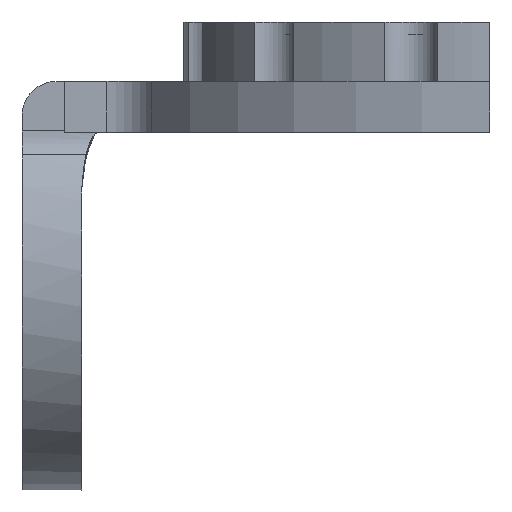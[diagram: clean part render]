
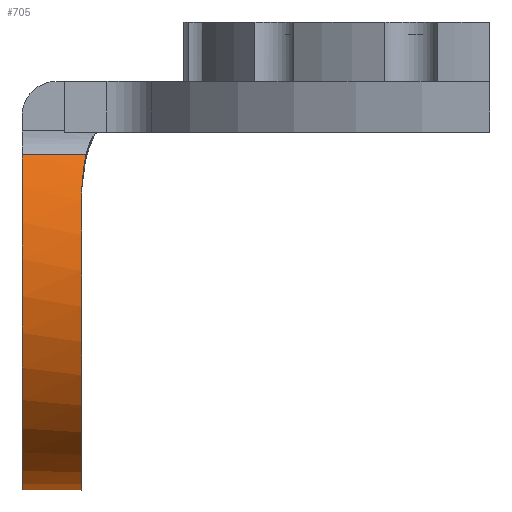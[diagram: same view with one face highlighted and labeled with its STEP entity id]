
A CAD part, front view. The second image highlights one B-rep face of the part: STEP entity #705.
In plain terms, the highlighted cylindrical face has radius 25.25 mm (diameter 50.5 mm), a partial arc.
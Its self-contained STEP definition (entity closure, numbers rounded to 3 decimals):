
#2 = VERTEX_POINT ( 'NONE', #3168 ) ;
#56 = CARTESIAN_POINT ( 'NONE',  ( -55., 20.868, -5.634 ) ) ;
#81 = DIRECTION ( 'NONE',  ( -1., 0., 0. ) ) ;
#162 = DIRECTION ( 'NONE',  ( 1., 0., 0. ) ) ;
#201 = CARTESIAN_POINT ( 'NONE',  ( -47.875, 22.402, -8.2 ) ) ;
#250 = VERTEX_POINT ( 'NONE', #1841 ) ;
#259 = CYLINDRICAL_SURFACE ( 'NONE', #4539, 25.25 ) ;
#292 = VERTEX_POINT ( 'NONE', #1581 ) ;
#407 = CARTESIAN_POINT ( 'NONE',  ( -47.959, -22.962, -9.345 ) ) ;
#461 = ORIENTED_EDGE ( 'NONE', *, *, #3232, .T. ) ;
#484 = DIRECTION ( 'NONE',  ( 0., 0., -1. ) ) ;
#550 = CARTESIAN_POINT ( 'NONE',  ( -47.775, 21.902, -7.283 ) ) ;
#619 = ORIENTED_EDGE ( 'NONE', *, *, #832, .T. ) ;
#631 = ORIENTED_EDGE ( 'NONE', *, *, #1585, .T. ) ;
#634 = CARTESIAN_POINT ( 'NONE',  ( -48., 23.641, -10.98 ) ) ;
#679 = LINE ( 'NONE', #4443, #2341 ) ;
#705 = ADVANCED_FACE ( 'NONE', ( #1156 ), #259, .T. ) ;
#746 = CARTESIAN_POINT ( 'NONE',  ( -48., -23.463, -10.505 ) ) ;
#811 = CARTESIAN_POINT ( 'NONE',  ( -47.788, -21.908, -7.249 ) ) ;
#832 = EDGE_CURVE ( 'NONE', #3233, #292, #2397, .T. ) ;
#986 = CARTESIAN_POINT ( 'NONE',  ( -47.816, 22.093, -7.624 ) ) ;
#1046 = CARTESIAN_POINT ( 'NONE',  ( -47.836, 22.189, -7.798 ) ) ;
#1156 = FACE_OUTER_BOUND ( 'NONE', #4363, .T. ) ;
#1198 = DIRECTION ( 'NONE',  ( 0., 0., -1. ) ) ;
#1253 = CARTESIAN_POINT ( 'NONE',  ( -47.882, -22.438, -8.27 ) ) ;
#1428 = CARTESIAN_POINT ( 'NONE',  ( -47.745, 21.773, -7.061 ) ) ;
#1581 = CARTESIAN_POINT ( 'NONE',  ( -47.488, -20.868, -5.634 ) ) ;
#1585 = EDGE_CURVE ( 'NONE', #2, #2020, #4924, .T. ) ;
#1601 = CARTESIAN_POINT ( 'NONE',  ( -47.886, -22.46, -8.312 ) ) ;
#1780 = CARTESIAN_POINT ( 'NONE',  ( -47.874, 22.393, -8.184 ) ) ;
#1785 = VECTOR ( 'NONE', #81, 1000. ) ;
#1800 = CARTESIAN_POINT ( 'NONE',  ( -55., 0., -19.85 ) ) ;
#1834 = CARTESIAN_POINT ( 'NONE',  ( -47.488, 20.868, -5.634 ) ) ;
#1841 = CARTESIAN_POINT ( 'NONE',  ( -55., -20.868, -5.634 ) ) ;
#1921 = DIRECTION ( 'NONE',  ( 0., 0., 1. ) ) ;
#2020 = VERTEX_POINT ( 'NONE', #4242 ) ;
#2100 = AXIS2_PLACEMENT_3D ( 'NONE', #2418, #3316, #1198 ) ;
#2341 = VECTOR ( 'NONE', #162, 1000. ) ;
#2367 = DIRECTION ( 'NONE',  ( -1., 0., 0. ) ) ;
#2397 = B_SPLINE_CURVE_WITH_KNOTS ( 'NONE', 3,
 ( #2834, #746, #2423, #407, #2496, #3343, #4945, #1601, #1253, #4552, #3300, #811, #2471, #5014 ),
 .UNSPECIFIED., .F., .F.,
 ( 4, 2, 1, 1, 1, 1, 2, 2, 4 ),
 ( 0., 0.25, 0.375, 0.438, 0.469, 0.484, 0.492, 0.5, 1. ),
 .UNSPECIFIED. ) ;
#2418 = CARTESIAN_POINT ( 'NONE',  ( -48., 0., -19.85 ) ) ;
#2423 = CARTESIAN_POINT ( 'NONE',  ( -47.99, -23.271, -10.037 ) ) ;
#2471 = CARTESIAN_POINT ( 'NONE',  ( -47.658, -21.384, -6.392 ) ) ;
#2496 = CARTESIAN_POINT ( 'NONE',  ( -47.94, -22.803, -9.002 ) ) ;
#2550 = VERTEX_POINT ( 'NONE', #56 ) ;
#2666 = CARTESIAN_POINT ( 'NONE',  ( -47.648, 21.386, -6.417 ) ) ;
#2773 = ORIENTED_EDGE ( 'NONE', *, *, #2946, .T. ) ;
#2834 = CARTESIAN_POINT ( 'NONE',  ( -48., -23.641, -10.98 ) ) ;
#2946 = EDGE_CURVE ( 'NONE', #292, #250, #2958, .T. ) ;
#2958 = LINE ( 'NONE', #4629, #1785 ) ;
#3168 = CARTESIAN_POINT ( 'NONE',  ( -47.488, 20.868, -5.634 ) ) ;
#3232 = EDGE_CURVE ( 'NONE', #2020, #3233, #3609, .T. ) ;
#3233 = VERTEX_POINT ( 'NONE', #4985 ) ;
#3300 = CARTESIAN_POINT ( 'NONE',  ( -47.878, -22.417, -8.229 ) ) ;
#3316 = DIRECTION ( 'NONE',  ( -1., 0., 0. ) ) ;
#3326 = AXIS2_PLACEMENT_3D ( 'NONE', #1800, #4243, #484 ) ;
#3343 = CARTESIAN_POINT ( 'NONE',  ( -47.91, -22.609, -8.606 ) ) ;
#3462 = CARTESIAN_POINT ( 'NONE',  ( -47.857, 22.299, -8.004 ) ) ;
#3515 = CARTESIAN_POINT ( 'NONE',  ( -47.573, 21.126, -6.013 ) ) ;
#3542 = CARTESIAN_POINT ( 'NONE',  ( -47.871, 22.378, -8.154 ) ) ;
#3609 = CIRCLE ( 'NONE', #2100, 25.25 ) ;
#3848 = CIRCLE ( 'NONE', #3326, 25.25 ) ;
#3874 = CARTESIAN_POINT ( 'NONE',  ( -47.867, 22.354, -8.109 ) ) ;
#4185 = EDGE_CURVE ( 'NONE', #2550, #250, #3848, .T. ) ;
#4242 = CARTESIAN_POINT ( 'NONE',  ( -48., 23.641, -10.98 ) ) ;
#4243 = DIRECTION ( 'NONE',  ( -1., 0., 0. ) ) ;
#4336 = CARTESIAN_POINT ( 'NONE',  ( -48., 23.285, -10.031 ) ) ;
#4363 = EDGE_LOOP ( 'NONE', ( #5296, #631, #461, #619, #2773, #5320 ) ) ;
#4443 = CARTESIAN_POINT ( 'NONE',  ( -48., 20.868, -5.634 ) ) ;
#4457 = CARTESIAN_POINT ( 'NONE',  ( -48., 0., -19.85 ) ) ;
#4539 = AXIS2_PLACEMENT_3D ( 'NONE', #4457, #2367, #1921 ) ;
#4552 = CARTESIAN_POINT ( 'NONE',  ( -47.879, -22.424, -8.242 ) ) ;
#4629 = CARTESIAN_POINT ( 'NONE',  ( -48., -20.868, -5.634 ) ) ;
#4684 = EDGE_CURVE ( 'NONE', #2550, #2, #679, .T. ) ;
#4924 = B_SPLINE_CURVE_WITH_KNOTS ( 'NONE', 3,
 ( #1834, #3515, #2666, #1428, #550, #986, #1046, #3462, #3874, #3542, #1780, #201, #5129, #4336, #634 ),
 .UNSPECIFIED., .F., .F.,
 ( 4, 2, 2, 1, 1, 1, 2, 2, 4 ),
 ( 0., 0.25, 0.375, 0.437, 0.469, 0.484, 0.492, 0.5, 1. ),
 .UNSPECIFIED. ) ;
#4945 = CARTESIAN_POINT ( 'NONE',  ( -47.894, -22.51, -8.41 ) ) ;
#4985 = CARTESIAN_POINT ( 'NONE',  ( -48., -23.641, -10.98 ) ) ;
#5014 = CARTESIAN_POINT ( 'NONE',  ( -47.488, -20.868, -5.634 ) ) ;
#5129 = CARTESIAN_POINT ( 'NONE',  ( -47.959, 22.873, -9.107 ) ) ;
#5296 = ORIENTED_EDGE ( 'NONE', *, *, #4684, .T. ) ;
#5320 = ORIENTED_EDGE ( 'NONE', *, *, #4185, .F. ) ;
